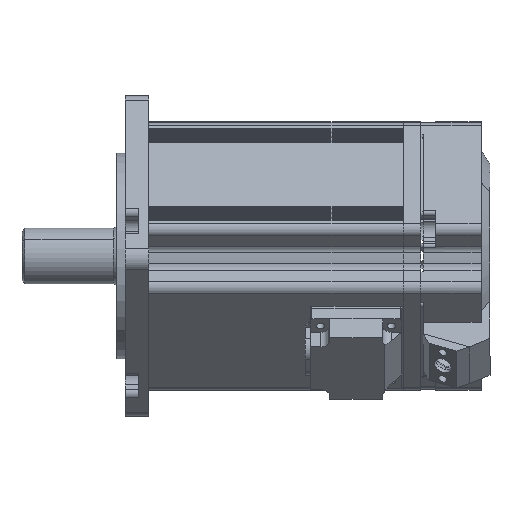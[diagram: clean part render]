
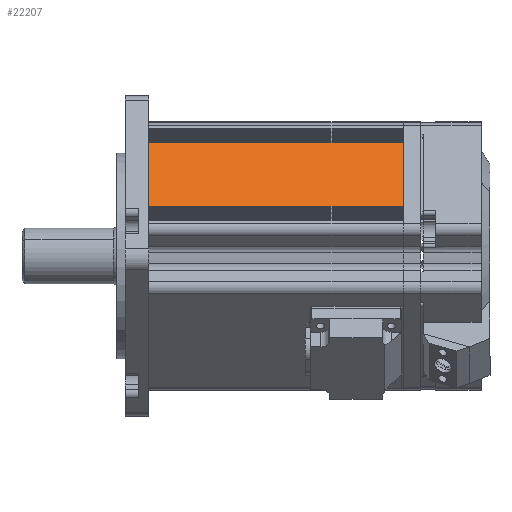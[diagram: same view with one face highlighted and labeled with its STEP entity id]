
A CAD part, top view. The second image highlights one B-rep face of the part: STEP entity #22207.
In plain terms, the highlighted planar face has unit normal (0, 0.692, 0.722).
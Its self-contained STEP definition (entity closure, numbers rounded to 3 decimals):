
#170 = EDGE_CURVE ( 'NONE', #21571, #3799, #8998, .T. ) ;
#373 = ORIENTED_EDGE ( 'NONE', *, *, #170, .F. ) ;
#601 = CARTESIAN_POINT ( 'NONE',  ( -10.084, 2.517, 38.39 ) ) ;
#660 = CARTESIAN_POINT ( 'NONE',  ( -10.084, 24.461, 17.352 ) ) ;
#1632 = EDGE_LOOP ( 'NONE', ( #373, #15445, #20724, #17791 ) ) ;
#1825 = AXIS2_PLACEMENT_3D ( 'NONE', #18899, #7952, #8032 ) ;
#2539 = CARTESIAN_POINT ( 'NONE',  ( -96.585, 32.257, 9.878 ) ) ;
#3124 = CARTESIAN_POINT ( 'NONE',  ( -10.085, 32.257, 9.878 ) ) ;
#3607 = LINE ( 'NONE', #2539, #7562 ) ;
#3799 = VERTEX_POINT ( 'NONE', #16222 ) ;
#4126 = FACE_OUTER_BOUND ( 'NONE', #1632, .T. ) ;
#4286 = VECTOR ( 'NONE', #22393, 1000. ) ;
#5397 = EDGE_CURVE ( 'NONE', #21571, #23368, #10084, .T. ) ;
#5878 = DIRECTION ( 'NONE',  ( 0., 0.722, -0.692 ) ) ;
#7128 = LINE ( 'NONE', #660, #4286 ) ;
#7562 = VECTOR ( 'NONE', #5878, 1000. ) ;
#7952 = DIRECTION ( 'NONE',  ( 0., -0.692, -0.722 ) ) ;
#8032 = DIRECTION ( 'NONE',  ( 1., 0., 0. ) ) ;
#8998 = LINE ( 'NONE', #601, #11270 ) ;
#10034 = EDGE_CURVE ( 'NONE', #23368, #17815, #7128, .T. ) ;
#10084 = LINE ( 'NONE', #3124, #12060 ) ;
#11270 = VECTOR ( 'NONE', #17123, 1000. ) ;
#12060 = VECTOR ( 'NONE', #19559, 1000. ) ;
#12593 = CARTESIAN_POINT ( 'NONE',  ( -10.085, 24.461, 17.352 ) ) ;
#13024 = EDGE_CURVE ( 'NONE', #3799, #17815, #3607, .T. ) ;
#13084 = CARTESIAN_POINT ( 'NONE',  ( -10.085, 2.517, 38.39 ) ) ;
#15445 = ORIENTED_EDGE ( 'NONE', *, *, #5397, .T. ) ;
#16222 = CARTESIAN_POINT ( 'NONE',  ( -96.585, 2.517, 38.39 ) ) ;
#17055 = PLANE ( 'NONE',  #1825 ) ;
#17123 = DIRECTION ( 'NONE',  ( -1., 0., 0. ) ) ;
#17307 = CARTESIAN_POINT ( 'NONE',  ( -96.585, 24.461, 17.352 ) ) ;
#17791 = ORIENTED_EDGE ( 'NONE', *, *, #13024, .F. ) ;
#17815 = VERTEX_POINT ( 'NONE', #17307 ) ;
#18899 = CARTESIAN_POINT ( 'NONE',  ( -96.585, 32.257, 9.878 ) ) ;
#19559 = DIRECTION ( 'NONE',  ( 0., 0.722, -0.692 ) ) ;
#20724 = ORIENTED_EDGE ( 'NONE', *, *, #10034, .T. ) ;
#21571 = VERTEX_POINT ( 'NONE', #13084 ) ;
#22207 = ADVANCED_FACE ( 'NONE', ( #4126 ), #17055, .F. ) ;
#22393 = DIRECTION ( 'NONE',  ( -1., 0., 0. ) ) ;
#23368 = VERTEX_POINT ( 'NONE', #12593 ) ;
